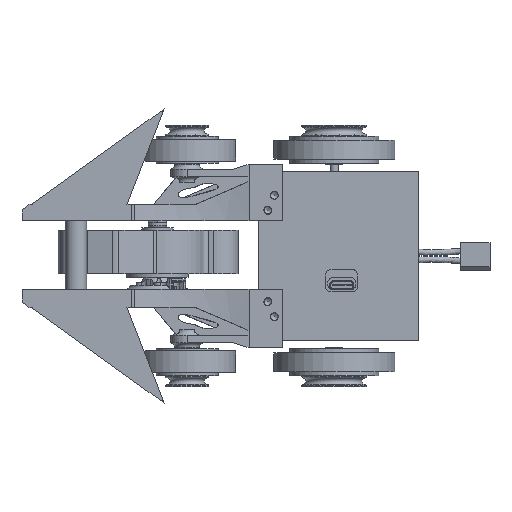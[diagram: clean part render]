
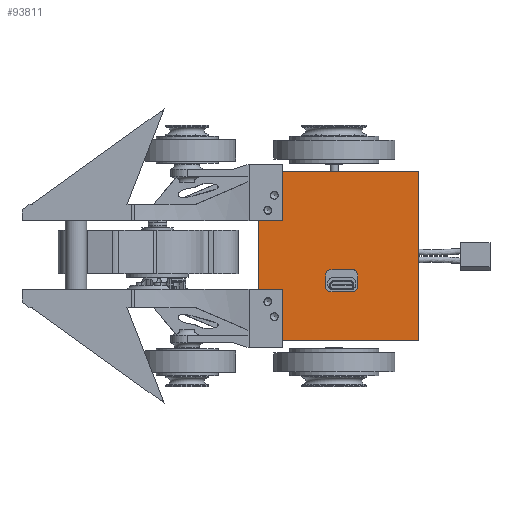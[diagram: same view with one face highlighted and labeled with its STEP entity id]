
A CAD part, front view. The second image highlights one B-rep face of the part: STEP entity #93811.
In plain terms, the highlighted face is planar.
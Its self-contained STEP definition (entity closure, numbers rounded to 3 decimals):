
#2266=FACE_BOUND('',#16458,.T.);
#2267=FACE_BOUND('',#16459,.T.);
#2268=FACE_BOUND('',#16460,.T.);
#2269=FACE_BOUND('',#16461,.T.);
#2270=FACE_BOUND('',#16462,.T.);
#5734=PLANE('',#100828);
#11007=FACE_OUTER_BOUND('',#16457,.T.);
#16457=EDGE_LOOP('',(#84866,#84867,#84868,#84869));
#16458=EDGE_LOOP('',(#84870,#84871,#84872,#84873,#84874,#84875,#84876,#84877));
#16459=EDGE_LOOP('',(#84878));
#16460=EDGE_LOOP('',(#84879));
#16461=EDGE_LOOP('',(#84880));
#16462=EDGE_LOOP('',(#84881));
#26589=LINE('',#161312,#37049);
#26593=LINE('',#161324,#37053);
#26599=LINE('',#161339,#37059);
#26602=LINE('',#161348,#37062);
#26630=LINE('',#161417,#37090);
#26636=LINE('',#161441,#37096);
#26702=LINE('',#161609,#37162);
#26714=LINE('',#161652,#37174);
#37049=VECTOR('',#122163,10.);
#37053=VECTOR('',#122175,10.);
#37059=VECTOR('',#122189,10.);
#37062=VECTOR('',#122200,10.);
#37090=VECTOR('',#122256,10.);
#37096=VECTOR('',#122276,10.);
#37162=VECTOR('',#122426,10.);
#37174=VECTOR('',#122474,10.);
#39483=CIRCLE('',#100635,2.);
#39485=CIRCLE('',#100639,2.);
#39487=CIRCLE('',#100643,2.);
#39489=CIRCLE('',#100647,2.);
#39538=CIRCLE('',#100752,1.35);
#39540=CIRCLE('',#100756,1.35);
#39558=CIRCLE('',#100803,1.35);
#39560=CIRCLE('',#100807,1.35);
#47472=VERTEX_POINT('',#161302);
#47473=VERTEX_POINT('',#161303);
#47476=VERTEX_POINT('',#161311);
#47478=VERTEX_POINT('',#161317);
#47480=VERTEX_POINT('',#161323);
#47482=VERTEX_POINT('',#161329);
#47483=VERTEX_POINT('',#161330);
#47486=VERTEX_POINT('',#161341);
#47513=VERTEX_POINT('',#161414);
#47514=VERTEX_POINT('',#161416);
#47524=VERTEX_POINT('',#161438);
#47525=VERTEX_POINT('',#161440);
#47611=VERTEX_POINT('',#161699);
#47614=VERTEX_POINT('',#161708);
#47651=VERTEX_POINT('',#161833);
#47654=VERTEX_POINT('',#161842);
#59995=EDGE_CURVE('',#47472,#47473,#39483,.T.);
#59999=EDGE_CURVE('',#47476,#47473,#26589,.T.);
#60002=EDGE_CURVE('',#47476,#47478,#39485,.T.);
#60005=EDGE_CURVE('',#47480,#47478,#26593,.T.);
#60008=EDGE_CURVE('',#47482,#47483,#39487,.T.);
#60013=EDGE_CURVE('',#47472,#47483,#26599,.T.);
#60014=EDGE_CURVE('',#47480,#47486,#39489,.T.);
#60018=EDGE_CURVE('',#47482,#47486,#26602,.T.);
#60051=EDGE_CURVE('',#47514,#47513,#26630,.T.);
#60063=EDGE_CURVE('',#47524,#47525,#26636,.T.);
#60148=EDGE_CURVE('',#47513,#47525,#26702,.T.);
#60168=EDGE_CURVE('',#47514,#47524,#26714,.T.);
#60192=EDGE_CURVE('',#47611,#47611,#39538,.T.);
#60196=EDGE_CURVE('',#47614,#47614,#39540,.T.);
#60254=EDGE_CURVE('',#47651,#47651,#39558,.T.);
#60258=EDGE_CURVE('',#47654,#47654,#39560,.T.);
#84866=ORIENTED_EDGE('',*,*,#60168,.F.);
#84867=ORIENTED_EDGE('',*,*,#60051,.T.);
#84868=ORIENTED_EDGE('',*,*,#60148,.T.);
#84869=ORIENTED_EDGE('',*,*,#60063,.F.);
#84870=ORIENTED_EDGE('',*,*,#60013,.T.);
#84871=ORIENTED_EDGE('',*,*,#60008,.F.);
#84872=ORIENTED_EDGE('',*,*,#60018,.T.);
#84873=ORIENTED_EDGE('',*,*,#60014,.F.);
#84874=ORIENTED_EDGE('',*,*,#60005,.T.);
#84875=ORIENTED_EDGE('',*,*,#60002,.F.);
#84876=ORIENTED_EDGE('',*,*,#59999,.T.);
#84877=ORIENTED_EDGE('',*,*,#59995,.F.);
#84878=ORIENTED_EDGE('',*,*,#60196,.F.);
#84879=ORIENTED_EDGE('',*,*,#60192,.F.);
#84880=ORIENTED_EDGE('',*,*,#60254,.T.);
#84881=ORIENTED_EDGE('',*,*,#60258,.T.);
#93811=ADVANCED_FACE('',(#11007,#2266,#2267,#2268,#2269,#2270),#5734,.T.);
#100635=AXIS2_PLACEMENT_3D('',#161304,#122155,#122156);
#100639=AXIS2_PLACEMENT_3D('',#161318,#122168,#122169);
#100643=AXIS2_PLACEMENT_3D('',#161331,#122180,#122181);
#100647=AXIS2_PLACEMENT_3D('',#161342,#122192,#122193);
#100752=AXIS2_PLACEMENT_3D('',#161701,#122531,#122532);
#100756=AXIS2_PLACEMENT_3D('',#161710,#122541,#122542);
#100803=AXIS2_PLACEMENT_3D('',#161834,#122675,#122676);
#100807=AXIS2_PLACEMENT_3D('',#161843,#122685,#122686);
#100828=AXIS2_PLACEMENT_3D('',#161891,#122740,#122741);
#122155=DIRECTION('center_axis',(0.,0.,1.));
#122156=DIRECTION('ref_axis',(0.707,-0.707,0.));
#122163=DIRECTION('',(0.,-1.,0.));
#122168=DIRECTION('center_axis',(0.,0.,1.));
#122169=DIRECTION('ref_axis',(0.707,0.707,0.));
#122175=DIRECTION('',(1.,0.,0.));
#122180=DIRECTION('center_axis',(0.,0.,1.));
#122181=DIRECTION('ref_axis',(-0.707,-0.707,0.));
#122189=DIRECTION('',(-1.,0.,0.));
#122192=DIRECTION('center_axis',(0.,0.,1.));
#122193=DIRECTION('ref_axis',(-0.707,0.707,0.));
#122200=DIRECTION('',(0.,1.,0.));
#122256=DIRECTION('',(-1.,0.,0.));
#122276=DIRECTION('',(-1.,0.,0.));
#122426=DIRECTION('',(0.,-1.,0.));
#122474=DIRECTION('',(0.,-1.,0.));
#122531=DIRECTION('center_axis',(0.,0.,1.));
#122532=DIRECTION('ref_axis',(-1.,0.,0.));
#122541=DIRECTION('center_axis',(0.,0.,1.));
#122542=DIRECTION('ref_axis',(-1.,0.,0.));
#122675=DIRECTION('center_axis',(0.,0.,-1.));
#122676=DIRECTION('ref_axis',(-1.,0.,0.));
#122685=DIRECTION('center_axis',(0.,0.,-1.));
#122686=DIRECTION('ref_axis',(-1.,0.,0.));
#122740=DIRECTION('center_axis',(0.,0.,1.));
#122741=DIRECTION('ref_axis',(1.,0.,0.));
#161302=CARTESIAN_POINT('',(3.871,-13.279,2.));
#161303=CARTESIAN_POINT('',(5.871,-11.279,2.));
#161304=CARTESIAN_POINT('Origin',(3.871,-11.279,2.));
#161311=CARTESIAN_POINT('',(5.871,-7.041,2.));
#161312=CARTESIAN_POINT('',(5.871,5.355,2.));
#161317=CARTESIAN_POINT('',(3.871,-5.041,2.));
#161318=CARTESIAN_POINT('Origin',(3.871,-7.041,2.));
#161323=CARTESIAN_POINT('',(-4.036,-5.041,2.));
#161324=CARTESIAN_POINT('',(-3.623,-5.041,2.));
#161329=CARTESIAN_POINT('',(-6.036,-11.279,2.));
#161330=CARTESIAN_POINT('',(-4.036,-13.279,2.));
#161331=CARTESIAN_POINT('Origin',(-4.036,-11.279,2.));
#161339=CARTESIAN_POINT('',(2.331,-13.279,2.));
#161341=CARTESIAN_POINT('',(-6.036,-7.041,2.));
#161342=CARTESIAN_POINT('Origin',(-4.036,-7.041,2.));
#161348=CARTESIAN_POINT('',(-6.036,1.236,2.));
#161414=CARTESIAN_POINT('',(-31.,31.5,2.));
#161416=CARTESIAN_POINT('',(28.581,31.5,2.));
#161417=CARTESIAN_POINT('',(28.581,31.5,2.));
#161438=CARTESIAN_POINT('',(28.581,-31.5,2.));
#161440=CARTESIAN_POINT('',(-31.,-31.5,2.));
#161441=CARTESIAN_POINT('',(28.581,-31.5,2.));
#161609=CARTESIAN_POINT('',(-31.,31.5,2.));
#161652=CARTESIAN_POINT('',(28.581,0.,2.));
#161699=CARTESIAN_POINT('',(-26.15,-17.,2.));
#161701=CARTESIAN_POINT('Origin',(-27.5,-17.,2.));
#161708=CARTESIAN_POINT('',(-23.7,-22.5,2.));
#161710=CARTESIAN_POINT('Origin',(-25.05,-22.5,2.));
#161833=CARTESIAN_POINT('',(-26.15,17.,2.));
#161834=CARTESIAN_POINT('Origin',(-27.5,17.,2.));
#161842=CARTESIAN_POINT('',(-23.7,22.5,2.));
#161843=CARTESIAN_POINT('Origin',(-25.05,22.5,2.));
#161891=CARTESIAN_POINT('Origin',(-1.21,15.75,2.));
